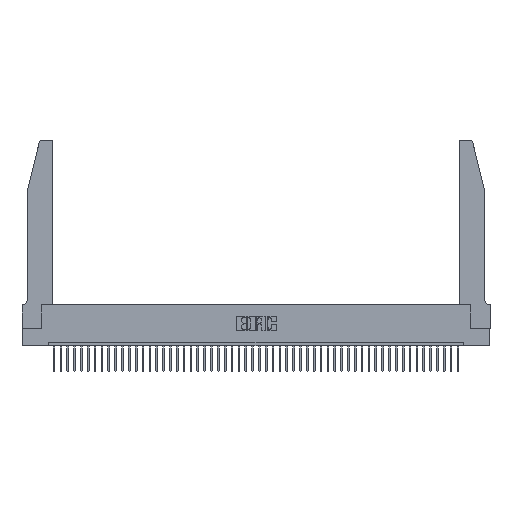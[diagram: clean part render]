
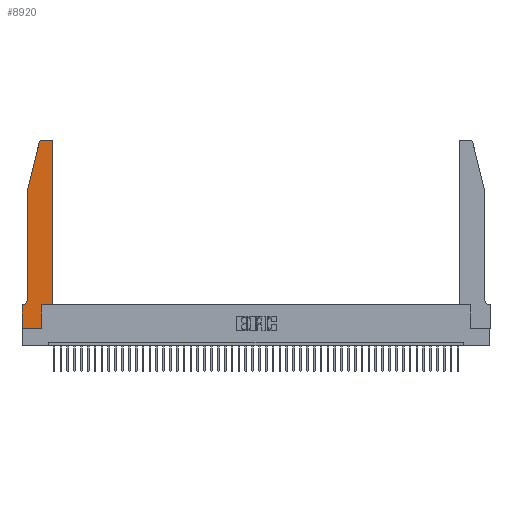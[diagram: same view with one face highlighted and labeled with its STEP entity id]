
A CAD part, top view. The second image highlights one B-rep face of the part: STEP entity #8920.
In plain terms, the highlighted planar face has unit normal (0, 0, 1).
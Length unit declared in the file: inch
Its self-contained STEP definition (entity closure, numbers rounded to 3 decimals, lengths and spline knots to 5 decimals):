
#209 = LINE ( 'NONE', #10176, #31247 ) ;
#597 = VECTOR ( 'NONE', #37176, 39.37008 ) ;
#870 = CARTESIAN_POINT ( 'NONE',  ( 0.4505, 0.35, 0.37 ) ) ;
#1620 = EDGE_CURVE ( 'NONE', #26236, #9228, #7582, .T. ) ;
#2966 = VERTEX_POINT ( 'NONE', #19546 ) ;
#3123 = VERTEX_POINT ( 'NONE', #870 ) ;
#3860 = ORIENTED_EDGE ( 'NONE', *, *, #47523, .T. ) ;
#6144 = ORIENTED_EDGE ( 'NONE', *, *, #24734, .T. ) ;
#7003 = DIRECTION ( 'NONE',  ( 0., -1., 0. ) ) ;
#7582 = CIRCLE ( 'NONE', #13004, 0.03 ) ;
#8454 = EDGE_CURVE ( 'NONE', #40621, #8633, #44150, .T. ) ;
#8633 = VERTEX_POINT ( 'NONE', #28147 ) ;
#8640 = LINE ( 'NONE', #32274, #597 ) ;
#8714 = DIRECTION ( 'NONE',  ( 0., 0., 1. ) ) ;
#8744 = DIRECTION ( 'NONE',  ( -1., 0., 0. ) ) ;
#8850 = CARTESIAN_POINT ( 'NONE',  ( 0.284, 2.75, 0.37 ) ) ;
#8909 = DIRECTION ( 'NONE',  ( 1., 0., 0. ) ) ;
#8920 = ADVANCED_FACE ( 'NONE', ( #40106 ), #38595, .T. ) ;
#9042 = LINE ( 'NONE', #21866, #10766 ) ;
#9228 = VERTEX_POINT ( 'NONE', #20744 ) ;
#9703 = DIRECTION ( 'NONE',  ( 0., -1., 0. ) ) ;
#10176 = CARTESIAN_POINT ( 'NONE',  ( 0.0755, 2., 0.37 ) ) ;
#10351 = CARTESIAN_POINT ( 'NONE',  ( 0., 0.35, 0.37 ) ) ;
#10766 = VECTOR ( 'NONE', #32960, 39.37008 ) ;
#10852 = VERTEX_POINT ( 'NONE', #32063 ) ;
#11095 = EDGE_CURVE ( 'NONE', #11826, #40621, #38172, .T. ) ;
#11282 = DIRECTION ( 'NONE',  ( 0., 1., 0. ) ) ;
#11826 = VERTEX_POINT ( 'NONE', #39613 ) ;
#12469 = ORIENTED_EDGE ( 'NONE', *, *, #36856, .T. ) ;
#12484 = DIRECTION ( 'NONE',  ( -1., 0., 0. ) ) ;
#13004 = AXIS2_PLACEMENT_3D ( 'NONE', #29330, #14628, #17875 ) ;
#13353 = LINE ( 'NONE', #24129, #21958 ) ;
#13710 = VERTEX_POINT ( 'NONE', #8850 ) ;
#14628 = DIRECTION ( 'NONE',  ( 0., 0., 1. ) ) ;
#15023 = AXIS2_PLACEMENT_3D ( 'NONE', #20436, #20604, #8909 ) ;
#16005 = ORIENTED_EDGE ( 'NONE', *, *, #1620, .T. ) ;
#16009 = EDGE_CURVE ( 'NONE', #22251, #25885, #8640, .T. ) ;
#16198 = ORIENTED_EDGE ( 'NONE', *, *, #34037, .T. ) ;
#17518 = EDGE_CURVE ( 'NONE', #3123, #26236, #9042, .T. ) ;
#17875 = DIRECTION ( 'NONE',  ( 1., 0., 0. ) ) ;
#17879 = CARTESIAN_POINT ( 'NONE',  ( 0.4505, 2.72, 0.37 ) ) ;
#18477 = ORIENTED_EDGE ( 'NONE', *, *, #16009, .T. ) ;
#18621 = CARTESIAN_POINT ( 'NONE',  ( 0.2865, 0., 0.37 ) ) ;
#19058 = CIRCLE ( 'NONE', #41341, 0.03 ) ;
#19340 = ORIENTED_EDGE ( 'NONE', *, *, #8454, .T. ) ;
#19546 = CARTESIAN_POINT ( 'NONE',  ( 0.0755, 0.42, 0.37 ) ) ;
#20436 = CARTESIAN_POINT ( 'NONE',  ( 0., 0.35, 0.37 ) ) ;
#20604 = DIRECTION ( 'NONE',  ( 0., 0., 1. ) ) ;
#20744 = CARTESIAN_POINT ( 'NONE',  ( 0.4205, 2.75, 0.37 ) ) ;
#20957 = VECTOR ( 'NONE', #43865, 39.37008 ) ;
#21435 = DIRECTION ( 'NONE',  ( -1., 0., 0. ) ) ;
#21866 = CARTESIAN_POINT ( 'NONE',  ( 0.4505, 0.35, 0.37 ) ) ;
#21958 = VECTOR ( 'NONE', #12484, 39.37008 ) ;
#22211 = VECTOR ( 'NONE', #9703, 39.37008 ) ;
#22251 = VERTEX_POINT ( 'NONE', #37897 ) ;
#24129 = CARTESIAN_POINT ( 'NONE',  ( 0.0755, 0.35, 0.37 ) ) ;
#24544 = DIRECTION ( 'NONE',  ( 0., 0., -1. ) ) ;
#24553 = VECTOR ( 'NONE', #46439, 39.37008 ) ;
#24734 = EDGE_CURVE ( 'NONE', #10852, #47164, #13353, .T. ) ;
#24789 = CIRCLE ( 'NONE', #39946, 0.07 ) ;
#25885 = VERTEX_POINT ( 'NONE', #42300 ) ;
#26236 = VERTEX_POINT ( 'NONE', #17879 ) ;
#26506 = ORIENTED_EDGE ( 'NONE', *, *, #11095, .T. ) ;
#26854 = LINE ( 'NONE', #38890, #24553 ) ;
#27468 = LINE ( 'NONE', #28043, #22211 ) ;
#28043 = CARTESIAN_POINT ( 'NONE',  ( 0., 0., 0.37 ) ) ;
#28147 = CARTESIAN_POINT ( 'NONE',  ( 0.2865, 0.35, 0.37 ) ) ;
#29183 = ORIENTED_EDGE ( 'NONE', *, *, #29326, .T. ) ;
#29326 = EDGE_CURVE ( 'NONE', #2966, #10852, #24789, .T. ) ;
#29330 = CARTESIAN_POINT ( 'NONE',  ( 0.4205, 2.72, 0.37 ) ) ;
#30358 = ORIENTED_EDGE ( 'NONE', *, *, #17518, .T. ) ;
#30850 = CARTESIAN_POINT ( 'NONE',  ( 0.284, 2.72, 0.37 ) ) ;
#31109 = EDGE_CURVE ( 'NONE', #47164, #11826, #27468, .T. ) ;
#31247 = VECTOR ( 'NONE', #7003, 39.37008 ) ;
#32063 = CARTESIAN_POINT ( 'NONE',  ( 0.0055, 0.35, 0.37 ) ) ;
#32274 = CARTESIAN_POINT ( 'NONE',  ( 0.0755, 2., 0.37 ) ) ;
#32960 = DIRECTION ( 'NONE',  ( 0., 1., 0. ) ) ;
#34037 = EDGE_CURVE ( 'NONE', #9228, #13710, #46543, .T. ) ;
#34404 = VECTOR ( 'NONE', #11282, 39.37008 ) ;
#34561 = DIRECTION ( 'NONE',  ( 1., 0., 0. ) ) ;
#36655 = EDGE_LOOP ( 'NONE', ( #16198, #3860, #18477, #39057, #29183, #6144, #37835, #26506, #19340, #12469, #30358, #16005 ) ) ;
#36758 = VECTOR ( 'NONE', #8744, 39.37008 ) ;
#36856 = EDGE_CURVE ( 'NONE', #8633, #3123, #26854, .T. ) ;
#37176 = DIRECTION ( 'NONE',  ( -0.239, -0.971, 0. ) ) ;
#37835 = ORIENTED_EDGE ( 'NONE', *, *, #31109, .T. ) ;
#37897 = CARTESIAN_POINT ( 'NONE',  ( 0.25487, 2.72718, 0.37 ) ) ;
#38172 = LINE ( 'NONE', #39174, #20957 ) ;
#38595 = PLANE ( 'NONE',  #15023 ) ;
#38890 = CARTESIAN_POINT ( 'NONE',  ( 0.4505, 0.35, 0.37 ) ) ;
#39057 = ORIENTED_EDGE ( 'NONE', *, *, #47153, .T. ) ;
#39174 = CARTESIAN_POINT ( 'NONE',  ( 0., 0., 0.37 ) ) ;
#39613 = CARTESIAN_POINT ( 'NONE',  ( 0., 0., 0.37 ) ) ;
#39946 = AXIS2_PLACEMENT_3D ( 'NONE', #46524, #24544, #21435 ) ;
#40051 = CARTESIAN_POINT ( 'NONE',  ( 0.2605, 2.75, 0.37 ) ) ;
#40106 = FACE_OUTER_BOUND ( 'NONE', #36655, .T. ) ;
#40621 = VERTEX_POINT ( 'NONE', #18621 ) ;
#41341 = AXIS2_PLACEMENT_3D ( 'NONE', #30850, #8714, #34561 ) ;
#42300 = CARTESIAN_POINT ( 'NONE',  ( 0.0755, 2., 0.37 ) ) ;
#43497 = CARTESIAN_POINT ( 'NONE',  ( 0.2865, 0.35, 0.37 ) ) ;
#43865 = DIRECTION ( 'NONE',  ( 1., 0., 0. ) ) ;
#44150 = LINE ( 'NONE', #43497, #34404 ) ;
#46439 = DIRECTION ( 'NONE',  ( 1., 0., 0. ) ) ;
#46524 = CARTESIAN_POINT ( 'NONE',  ( 0.0055, 0.42, 0.37 ) ) ;
#46543 = LINE ( 'NONE', #40051, #36758 ) ;
#47153 = EDGE_CURVE ( 'NONE', #25885, #2966, #209, .T. ) ;
#47164 = VERTEX_POINT ( 'NONE', #10351 ) ;
#47523 = EDGE_CURVE ( 'NONE', #13710, #22251, #19058, .T. ) ;
